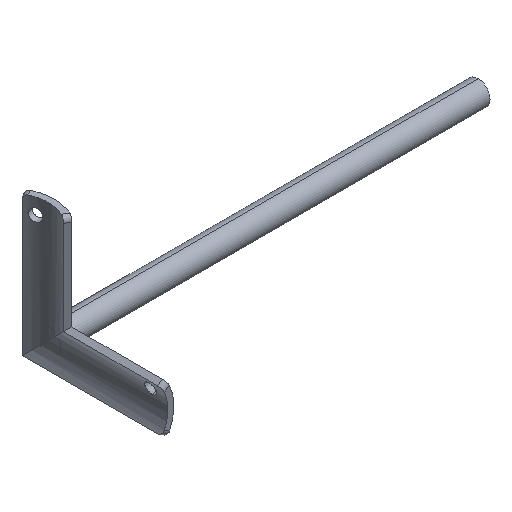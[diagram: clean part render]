
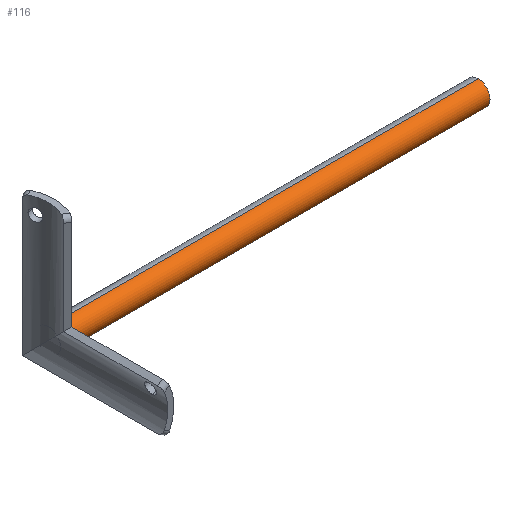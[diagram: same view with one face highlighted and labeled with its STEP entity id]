
A CAD part, isometric view. The second image highlights one B-rep face of the part: STEP entity #116.
In plain terms, the highlighted cylindrical face has radius 5 mm (diameter 10 mm), a partial arc.
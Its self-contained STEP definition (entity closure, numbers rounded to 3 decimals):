
#2 = ORIENTED_EDGE ( 'NONE', *, *, #101, .F. ) ;
#23 = AXIS2_PLACEMENT_3D ( 'NONE', #713, #780, #691 ) ;
#26 = VECTOR ( 'NONE', #473, 1000. ) ;
#28 = CYLINDRICAL_SURFACE ( 'NONE', #361, 5. ) ;
#101 = EDGE_CURVE ( 'NONE', #436, #632, #568, .T. ) ;
#116 = ADVANCED_FACE ( 'NONE', ( #260 ), #28, .T. ) ;
#138 = VERTEX_POINT ( 'NONE', #648 ) ;
#146 = LINE ( 'NONE', #618, #26 ) ;
#162 = VERTEX_POINT ( 'NONE', #883 ) ;
#188 = DIRECTION ( 'NONE',  ( 1., 0., 0. ) ) ;
#211 = EDGE_CURVE ( 'NONE', #162, #632, #952, .T. ) ;
#260 = FACE_OUTER_BOUND ( 'NONE', #608, .T. ) ;
#285 = CARTESIAN_POINT ( 'NONE',  ( 180., 50., -5. ) ) ;
#293 = VECTOR ( 'NONE', #949, 1000. ) ;
#296 = ORIENTED_EDGE ( 'NONE', *, *, #211, .T. ) ;
#324 = CIRCLE ( 'NONE', #23, 5. ) ;
#330 = DIRECTION ( 'NONE',  ( 0., 0., 1. ) ) ;
#332 = EDGE_CURVE ( 'NONE', #138, #162, #146, .T. ) ;
#361 = AXIS2_PLACEMENT_3D ( 'NONE', #578, #650, #330 ) ;
#436 = VERTEX_POINT ( 'NONE', #285 ) ;
#473 = DIRECTION ( 'NONE',  ( -1., 0., 0. ) ) ;
#553 = ORIENTED_EDGE ( 'NONE', *, *, #586, .F. ) ;
#568 = LINE ( 'NONE', #727, #293 ) ;
#578 = CARTESIAN_POINT ( 'NONE',  ( 180., 50., 0. ) ) ;
#586 = EDGE_CURVE ( 'NONE', #138, #436, #324, .T. ) ;
#608 = EDGE_LOOP ( 'NONE', ( #2, #553, #705, #296 ) ) ;
#618 = CARTESIAN_POINT ( 'NONE',  ( 180., 50., 5. ) ) ;
#632 = VERTEX_POINT ( 'NONE', #666 ) ;
#648 = CARTESIAN_POINT ( 'NONE',  ( 180., 50., 5. ) ) ;
#650 = DIRECTION ( 'NONE',  ( -1., 0., 0. ) ) ;
#666 = CARTESIAN_POINT ( 'NONE',  ( 0., 50., -5. ) ) ;
#691 = DIRECTION ( 'NONE',  ( 0., 0., -1. ) ) ;
#705 = ORIENTED_EDGE ( 'NONE', *, *, #332, .T. ) ;
#713 = CARTESIAN_POINT ( 'NONE',  ( 180., 50., 0. ) ) ;
#714 = AXIS2_PLACEMENT_3D ( 'NONE', #731, #188, #876 ) ;
#727 = CARTESIAN_POINT ( 'NONE',  ( 180., 50., -5. ) ) ;
#731 = CARTESIAN_POINT ( 'NONE',  ( 0., 50., 0. ) ) ;
#780 = DIRECTION ( 'NONE',  ( 1., 0., 0. ) ) ;
#876 = DIRECTION ( 'NONE',  ( 0., 0., -1. ) ) ;
#883 = CARTESIAN_POINT ( 'NONE',  ( 0., 50., 5. ) ) ;
#949 = DIRECTION ( 'NONE',  ( -1., 0., 0. ) ) ;
#952 = CIRCLE ( 'NONE', #714, 5. ) ;
